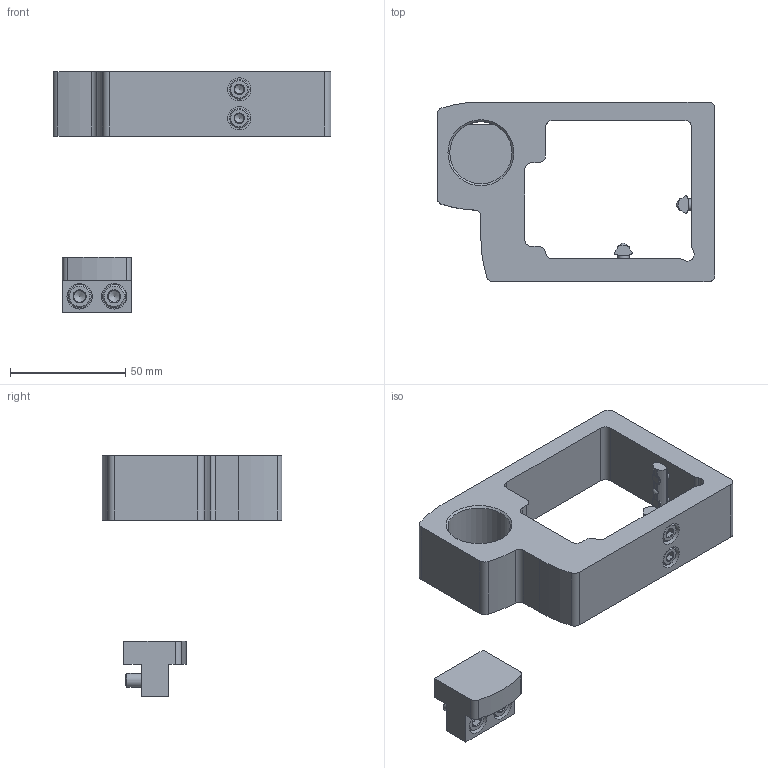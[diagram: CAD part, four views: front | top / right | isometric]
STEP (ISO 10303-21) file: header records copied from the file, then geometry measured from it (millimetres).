
FILE_DESCRIPTION(/* description */ ('STEP AP214'),/* implementation_level */ '2;1');
FILE_NAME(/* name */ '8067058_DAYP-E21-60',/* time_stamp */ '2024-08-14T18:19:29+02:00',/* author */ ('License CC BY-ND 4.0'),/* organization */ ('CADENAS'),/* preprocessor_version */ 'ST-DEVELOPER v19.3',/* originating_system */ 'PARTsolutions',/* authorisation */ ' ');
FILE_SCHEMA (('AUTOMOTIVE_DESIGN {1 0 10303 214 3 1 1}'));
Length unit declared in the file: millimetre
Products named in the file (6): 8067058 DAYP-E21-60---(high); 8080142 DAYP-E21-60---(mechanical high); ISO-4762 M5x10; 526094 NST-HMV-5-2-M5; 8080145 DAYP-E21-60---(mechanical high); ISO-4762 M6x12
Assembly tree (10 placements, depth 2):
  8067058 DAYP-E21-60---(high)
    8080142 DAYP-E21-60---(mechanical high)
    ISO-4762 M5x10  x4
    526094 NST-HMV-5-2-M5  x2
    8080145 DAYP-E21-60---(mechanical high)
    ISO-4762 M6x12  x2
Bounding box: 120.5 x 78 x 104.5 mm (x, y, z)
Volume: 126092.4 mm3; surface area: 37512.7 mm2
Topology: 10 solids, 10 shells, 302 faces, 774 edges, 494 vertices
Faces by surface type: plane 145, cylinder 83, cone 72, sphere 2
Full cylindrical faces by diameter (mm): 4.134 x4, 5 x4, 5.5 x4, 6 x2, 6.6 x2, 8.5 x4, 10 x6, 11 x2, 27 x1
Entity records: 4834 total; most frequent: CARTESIAN_POINT 922, DIRECTION 805, ORIENTED_EDGE 722, EDGE_CURVE 361, AXIS2_PLACEMENT_3D 311, VERTEX_POINT 254, FACE_BOUND 215, EDGE_LOOP 213
